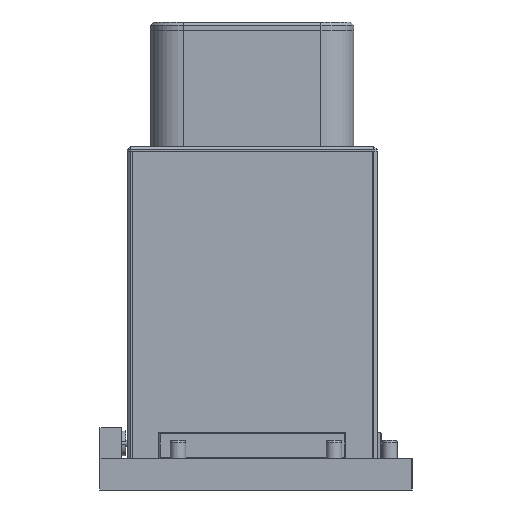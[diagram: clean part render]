
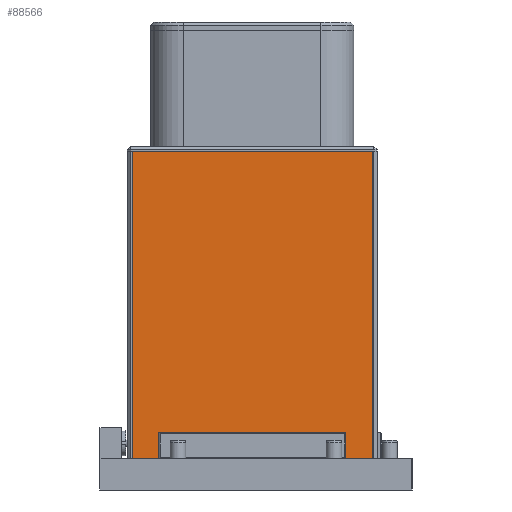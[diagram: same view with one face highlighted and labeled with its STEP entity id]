
A CAD part, front view. The second image highlights one B-rep face of the part: STEP entity #88566.
In plain terms, the highlighted face is planar.
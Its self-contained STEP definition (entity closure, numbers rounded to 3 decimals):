
#2391=VECTOR('',#63317,1.);
#2395=VECTOR('',#63323,1.);
#2398=VECTOR('',#63328,1.);
#2400=VECTOR('',#63332,1.);
#2402=VECTOR('',#63334,1.);
#2410=VECTOR('',#63344,1.);
#2411=VECTOR('',#63345,1.);
#2412=VECTOR('',#63346,1.);
#4199=LINE('',#79829,#2391);
#4203=LINE('',#79837,#2395);
#4206=LINE('',#79843,#2398);
#4208=LINE('',#79847,#2400);
#4210=LINE('',#79850,#2402);
#4218=LINE('',#79867,#2410);
#4219=LINE('',#79868,#2411);
#4220=LINE('',#79869,#2412);
#34331=ORIENTED_EDGE('',*,*,#45285,.F.);
#34332=ORIENTED_EDGE('',*,*,#45286,.F.);
#34333=ORIENTED_EDGE('',*,*,#45277,.F.);
#34334=ORIENTED_EDGE('',*,*,#45266,.F.);
#34335=ORIENTED_EDGE('',*,*,#45270,.F.);
#34336=ORIENTED_EDGE('',*,*,#45273,.T.);
#34337=ORIENTED_EDGE('',*,*,#45275,.F.);
#34338=ORIENTED_EDGE('',*,*,#45287,.F.);
#40399=VERTEX_POINT('',#79825);
#40401=VERTEX_POINT('',#79828);
#40403=VERTEX_POINT('',#79834);
#40405=VERTEX_POINT('',#79840);
#40407=VERTEX_POINT('',#79846);
#40408=VERTEX_POINT('',#79849);
#40415=VERTEX_POINT('',#79865);
#40416=VERTEX_POINT('',#79866);
#45266=EDGE_CURVE('',#40399,#40401,#4199,.T.);
#45270=EDGE_CURVE('',#40403,#40399,#4203,.T.);
#45273=EDGE_CURVE('',#40403,#40405,#4206,.T.);
#45275=EDGE_CURVE('',#40407,#40405,#4208,.T.);
#45277=EDGE_CURVE('',#40401,#40408,#4210,.T.);
#45285=EDGE_CURVE('',#40415,#40416,#4218,.T.);
#45286=EDGE_CURVE('',#40408,#40415,#4219,.T.);
#45287=EDGE_CURVE('',#40416,#40407,#4220,.T.);
#48535=EDGE_LOOP('',(#34331,#34332,#34333,#34334,#34335,#34336,#34337,#34338));
#51798=FACE_BOUND('',#48535,.T.);
#63317=DIRECTION('',(-8.5,0.,0.));
#63323=DIRECTION('',(0.,-60.,0.));
#63328=DIRECTION('',(-8.5,0.,0.));
#63332=DIRECTION('',(0.,-8.4,0.));
#63334=DIRECTION('',(0.,-8.4,0.));
#63342=DIRECTION('',(0.,0.,-1.));
#63343=DIRECTION('',(0.,1.,0.));
#63344=DIRECTION('',(0.,76.8,0.));
#63345=DIRECTION('',(98.5,0.,0.));
#63346=DIRECTION('',(-98.5,0.,0.));
#79825=CARTESIAN_POINT('',(10.,8.5,0.));
#79828=CARTESIAN_POINT('',(1.5,8.5,0.));
#79829=CARTESIAN_POINT('',(10.,8.5,0.));
#79834=CARTESIAN_POINT('',(10.,68.5,0.));
#79837=CARTESIAN_POINT('',(10.,68.5,0.));
#79840=CARTESIAN_POINT('',(1.5,68.5,0.));
#79843=CARTESIAN_POINT('',(10.,68.5,0.));
#79846=CARTESIAN_POINT('',(1.5,76.9,0.));
#79847=CARTESIAN_POINT('',(1.5,76.9,0.));
#79849=CARTESIAN_POINT('',(1.5,0.1,0.));
#79850=CARTESIAN_POINT('',(1.5,8.5,0.));
#79864=CARTESIAN_POINT('',(100.,0.1,0.));
#79865=CARTESIAN_POINT('',(100.,0.1,0.));
#79866=CARTESIAN_POINT('',(100.,76.9,0.));
#79867=CARTESIAN_POINT('',(100.,0.1,0.));
#79868=CARTESIAN_POINT('',(1.5,0.1,0.));
#79869=CARTESIAN_POINT('',(100.,76.9,0.));
#85186=AXIS2_PLACEMENT_3D('',#79864,#63342,#63343);
#86202=PLANE('',#85186);
#88566=ADVANCED_FACE('',(#51798),#86202,.T.);
